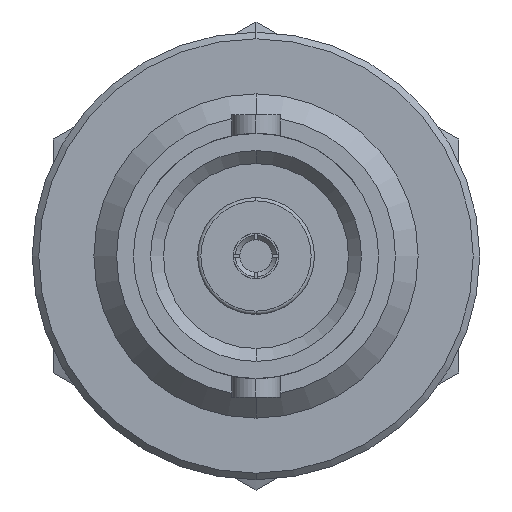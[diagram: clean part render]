
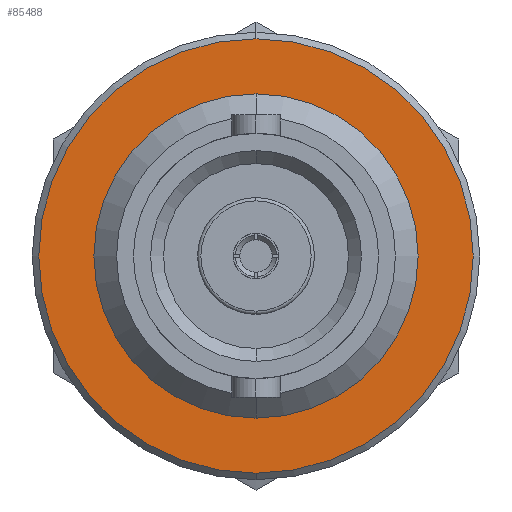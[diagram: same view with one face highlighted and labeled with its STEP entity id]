
A CAD part, left-side view. The second image highlights one B-rep face of the part: STEP entity #85488.
In plain terms, the highlighted planar face has unit normal (-1, 0, 0).
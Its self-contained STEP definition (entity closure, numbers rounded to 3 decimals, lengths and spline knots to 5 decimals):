
#599 = CARTESIAN_POINT ( 'NONE',  ( 0.39873, 0., 0. ) ) ;
#6125 = CARTESIAN_POINT ( 'NONE',  ( 0.39873, 0., 0.25 ) ) ;
#8718 = PLANE ( 'NONE',  #24446 ) ;
#10828 = CARTESIAN_POINT ( 'NONE',  ( 0.39873, 0., 0. ) ) ;
#11619 = CARTESIAN_POINT ( 'NONE',  ( 0.39873, 0., 0.335 ) ) ;
#14501 = ORIENTED_EDGE ( 'NONE', *, *, #64202, .T. ) ;
#14566 = AXIS2_PLACEMENT_3D ( 'NONE', #10828, #94605, #55770 ) ;
#23195 = ORIENTED_EDGE ( 'NONE', *, *, #25584, .T. ) ;
#23579 = CIRCLE ( 'NONE', #96857, 0.335 ) ;
#24250 = ORIENTED_EDGE ( 'NONE', *, *, #46302, .F. ) ;
#24446 = AXIS2_PLACEMENT_3D ( 'NONE', #599, #62397, #86030 ) ;
#25584 = EDGE_CURVE ( 'NONE', #29958, #36653, #23579, .T. ) ;
#27146 = AXIS2_PLACEMENT_3D ( 'NONE', #37341, #44778, #67070 ) ;
#29958 = VERTEX_POINT ( 'NONE', #62231 ) ;
#30826 = CARTESIAN_POINT ( 'NONE',  ( 0.39873, 0., -0.25 ) ) ;
#36653 = VERTEX_POINT ( 'NONE', #11619 ) ;
#37341 = CARTESIAN_POINT ( 'NONE',  ( 0.39873, 0., 0. ) ) ;
#38510 = FACE_OUTER_BOUND ( 'NONE', #51808, .T. ) ;
#39792 = ORIENTED_EDGE ( 'NONE', *, *, #74582, .F. ) ;
#39803 = DIRECTION ( 'NONE',  ( -1., 0., 0. ) ) ;
#44778 = DIRECTION ( 'NONE',  ( -1., 0., 0. ) ) ;
#46302 = EDGE_CURVE ( 'NONE', #70202, #89411, #99359, .T. ) ;
#48159 = FACE_BOUND ( 'NONE', #53046, .T. ) ;
#51808 = EDGE_LOOP ( 'NONE', ( #23195, #14501 ) ) ;
#53046 = EDGE_LOOP ( 'NONE', ( #24250, #39792 ) ) ;
#55770 = DIRECTION ( 'NONE',  ( 0., 0., 1. ) ) ;
#55783 = CARTESIAN_POINT ( 'NONE',  ( 0.39873, 0., 0. ) ) ;
#58639 = AXIS2_PLACEMENT_3D ( 'NONE', #77970, #39803, #63742 ) ;
#62231 = CARTESIAN_POINT ( 'NONE',  ( 0.39873, 0., -0.335 ) ) ;
#62397 = DIRECTION ( 'NONE',  ( -1., 0., 0. ) ) ;
#63742 = DIRECTION ( 'NONE',  ( 0., 0., 1. ) ) ;
#64202 = EDGE_CURVE ( 'NONE', #36653, #29958, #90868, .T. ) ;
#67070 = DIRECTION ( 'NONE',  ( 0., 0., 1. ) ) ;
#70202 = VERTEX_POINT ( 'NONE', #30826 ) ;
#74582 = EDGE_CURVE ( 'NONE', #89411, #70202, #78624, .T. ) ;
#77970 = CARTESIAN_POINT ( 'NONE',  ( 0.39873, 0., 0. ) ) ;
#78624 = CIRCLE ( 'NONE', #58639, 0.25 ) ;
#85488 = ADVANCED_FACE ( 'NONE', ( #38510, #48159 ), #8718, .T. ) ;
#86030 = DIRECTION ( 'NONE',  ( 0., 0., 1. ) ) ;
#86179 = DIRECTION ( 'NONE',  ( 0., 0., 1. ) ) ;
#87170 = DIRECTION ( 'NONE',  ( -1., 0., 0. ) ) ;
#89411 = VERTEX_POINT ( 'NONE', #6125 ) ;
#90868 = CIRCLE ( 'NONE', #14566, 0.335 ) ;
#94605 = DIRECTION ( 'NONE',  ( -1., 0., 0. ) ) ;
#96857 = AXIS2_PLACEMENT_3D ( 'NONE', #55783, #87170, #86179 ) ;
#99359 = CIRCLE ( 'NONE', #27146, 0.25 ) ;
